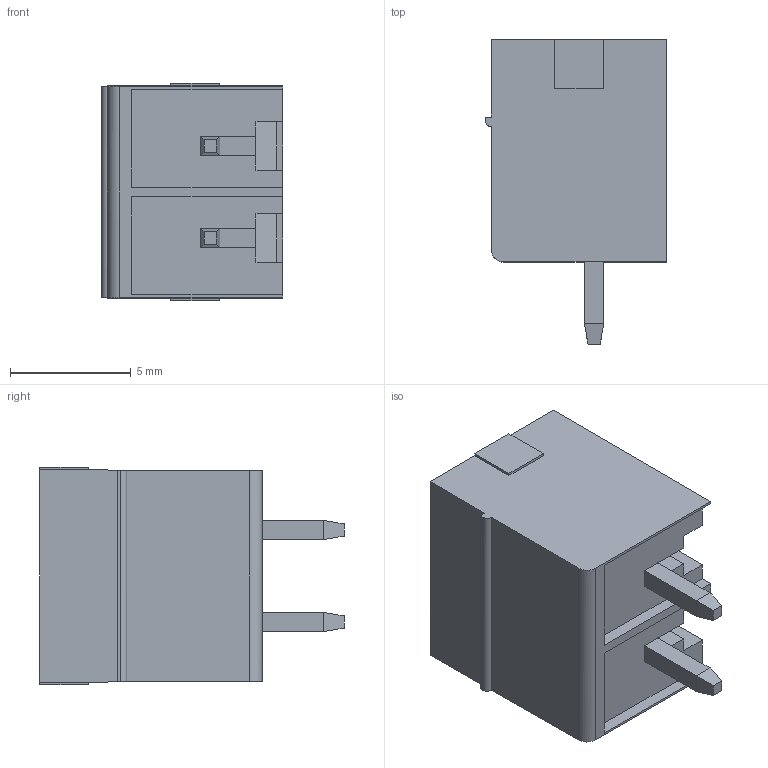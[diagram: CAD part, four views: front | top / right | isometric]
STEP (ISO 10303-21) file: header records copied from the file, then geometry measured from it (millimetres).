
FILE_DESCRIPTION (( 'STEP AP214' ), '1' );
FILE_NAME ('1803426.STEP', '2022-02-14T12:08:19', ( '' ), ( '' ), 'SwSTEP 2.0', 'SolidWorks 2018', '' );
FILE_SCHEMA (( 'AUTOMOTIVE_DESIGN' ));
Length unit declared in the file: millimetre
Products named in the file (1): 1803426
Bounding box: 7.5 x 12.6 x 9.01 mm (x, y, z)
Volume: 334.2 mm3; surface area: 852.5 mm2
Topology: 3 solids, 3 shells, 133 faces, 351 edges, 226 vertices
Faces by surface type: plane 115, cylinder 8, cone 6, torus 4
Entity records: 5550 total; most frequent: CARTESIAN_POINT 735, ORIENTED_EDGE 702, DIRECTION 641, EDGE_CURVE 351, VECTOR 313, LINE 313, VERTEX_POINT 226, AXIS2_PLACEMENT_3D 164
